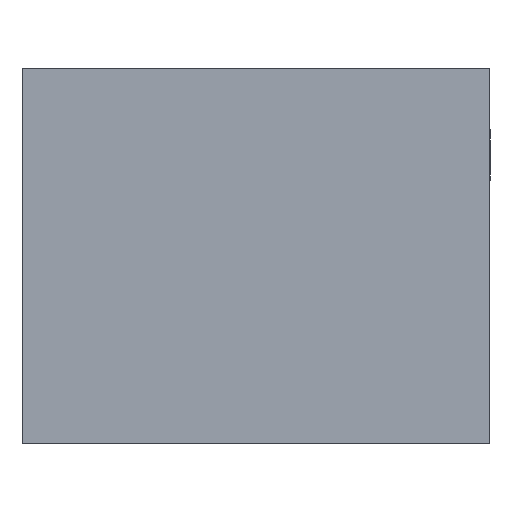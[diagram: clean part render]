
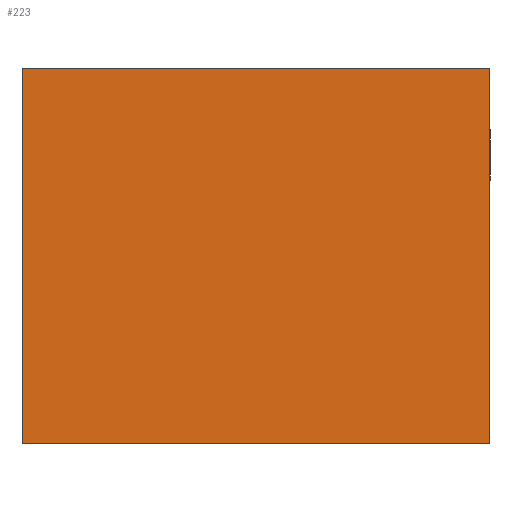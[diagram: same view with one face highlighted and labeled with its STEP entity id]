
A CAD part, left-side view. The second image highlights one B-rep face of the part: STEP entity #223.
In plain terms, the highlighted planar face has unit normal (-1, 0, 0).
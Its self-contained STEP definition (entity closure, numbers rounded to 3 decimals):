
#6 = ORIENTED_EDGE ( 'NONE', *, *, #198, .T. ) ;
#15 = CARTESIAN_POINT ( 'NONE',  ( 0., 1.5, 0. ) ) ;
#21 = CARTESIAN_POINT ( 'NONE',  ( 0., 0., 1.2 ) ) ;
#25 = DIRECTION ( 'NONE',  ( 0., 0., -1. ) ) ;
#37 = LINE ( 'NONE', #201, #206 ) ;
#50 = CARTESIAN_POINT ( 'NONE',  ( 0., 0., 1.2 ) ) ;
#51 = CARTESIAN_POINT ( 'NONE',  ( 0., 0., 0. ) ) ;
#67 = FACE_OUTER_BOUND ( 'NONE', #96, .T. ) ;
#68 = ORIENTED_EDGE ( 'NONE', *, *, #195, .F. ) ;
#74 = VERTEX_POINT ( 'NONE', #51 ) ;
#83 = LINE ( 'NONE', #184, #280 ) ;
#88 = EDGE_CURVE ( 'NONE', #101, #74, #241, .T. ) ;
#96 = EDGE_LOOP ( 'NONE', ( #6, #260, #68, #244 ) ) ;
#99 = EDGE_CURVE ( 'NONE', #191, #246, #37, .T. ) ;
#101 = VERTEX_POINT ( 'NONE', #50 ) ;
#113 = DIRECTION ( 'NONE',  ( 0., 0., -1. ) ) ;
#116 = VECTOR ( 'NONE', #113, 1000. ) ;
#126 = DIRECTION ( 'NONE',  ( 0., 0., -1. ) ) ;
#129 = PLANE ( 'NONE',  #243 ) ;
#161 = VECTOR ( 'NONE', #254, 1000. ) ;
#179 = LINE ( 'NONE', #258, #161 ) ;
#184 = CARTESIAN_POINT ( 'NONE',  ( 0., 0., 0. ) ) ;
#191 = VERTEX_POINT ( 'NONE', #232 ) ;
#195 = EDGE_CURVE ( 'NONE', #191, #101, #179, .T. ) ;
#198 = EDGE_CURVE ( 'NONE', #246, #74, #83, .T. ) ;
#201 = CARTESIAN_POINT ( 'NONE',  ( 0., 1.5, 1.2 ) ) ;
#206 = VECTOR ( 'NONE', #25, 1000. ) ;
#218 = DIRECTION ( 'NONE',  ( 1., 0., 0. ) ) ;
#223 = ADVANCED_FACE ( 'NONE', ( #67 ), #129, .F. ) ;
#232 = CARTESIAN_POINT ( 'NONE',  ( 0., 1.5, 1.2 ) ) ;
#233 = DIRECTION ( 'NONE',  ( 0., -1., 0. ) ) ;
#241 = LINE ( 'NONE', #21, #116 ) ;
#243 = AXIS2_PLACEMENT_3D ( 'NONE', #278, #218, #126 ) ;
#244 = ORIENTED_EDGE ( 'NONE', *, *, #99, .T. ) ;
#246 = VERTEX_POINT ( 'NONE', #15 ) ;
#254 = DIRECTION ( 'NONE',  ( 0., -1., 0. ) ) ;
#258 = CARTESIAN_POINT ( 'NONE',  ( 0., 0., 1.2 ) ) ;
#260 = ORIENTED_EDGE ( 'NONE', *, *, #88, .F. ) ;
#278 = CARTESIAN_POINT ( 'NONE',  ( 0., 0., 1.2 ) ) ;
#280 = VECTOR ( 'NONE', #233, 1000. ) ;
